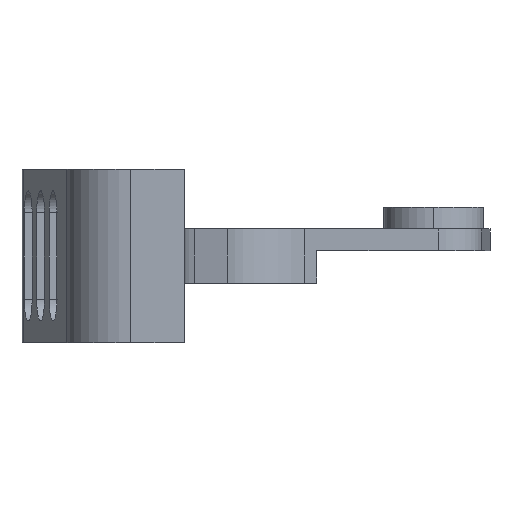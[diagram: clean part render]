
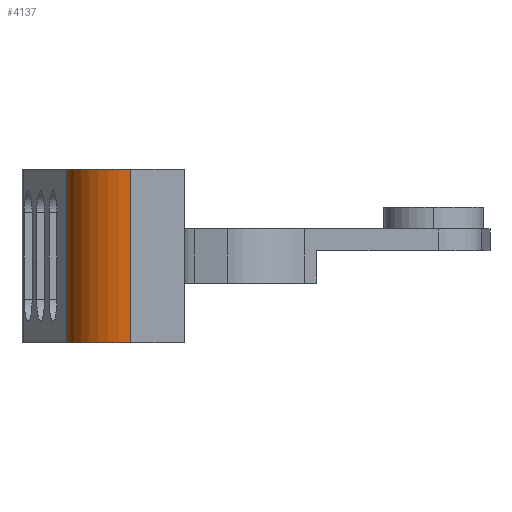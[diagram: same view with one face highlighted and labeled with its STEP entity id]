
A CAD part, left-side view. The second image highlights one B-rep face of the part: STEP entity #4137.
In plain terms, the highlighted cylindrical face has radius 1.5 mm (diameter 3 mm), a partial arc.
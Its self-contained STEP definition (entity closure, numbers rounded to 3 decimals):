
#164 = VERTEX_POINT ( 'NONE', #2957 ) ;
#167 = CIRCLE ( 'NONE', #5341, 1.5 ) ;
#179 = CARTESIAN_POINT ( 'NONE',  ( -13.5, -1.506, 0. ) ) ;
#321 = ORIENTED_EDGE ( 'NONE', *, *, #2304, .F. ) ;
#340 = EDGE_CURVE ( 'NONE', #829, #3886, #3870, .T. ) ;
#547 = CARTESIAN_POINT ( 'NONE',  ( -15., -1.506, 4. ) ) ;
#625 = ORIENTED_EDGE ( 'NONE', *, *, #4609, .F. ) ;
#829 = VERTEX_POINT ( 'NONE', #5591 ) ;
#1222 = DIRECTION ( 'NONE',  ( -1., 0., 0. ) ) ;
#1379 = DIRECTION ( 'NONE',  ( -1., 0., 0. ) ) ;
#1657 = EDGE_CURVE ( 'NONE', #5182, #164, #5585, .T. ) ;
#1934 = CARTESIAN_POINT ( 'NONE',  ( -15., -1.506, 4. ) ) ;
#1959 = DIRECTION ( 'NONE',  ( 0., 0., -1. ) ) ;
#2194 = CARTESIAN_POINT ( 'NONE',  ( -13.5, -1.506, 4. ) ) ;
#2304 = EDGE_CURVE ( 'NONE', #164, #829, #2925, .T. ) ;
#2316 = EDGE_LOOP ( 'NONE', ( #625, #3008, #321, #3596 ) ) ;
#2389 = CYLINDRICAL_SURFACE ( 'NONE', #2725, 1.5 ) ;
#2594 = CARTESIAN_POINT ( 'NONE',  ( -13.764, -0.029, 4. ) ) ;
#2725 = AXIS2_PLACEMENT_3D ( 'NONE', #5679, #4224, #1379 ) ;
#2925 = CIRCLE ( 'NONE', #3559, 1.5 ) ;
#2957 = CARTESIAN_POINT ( 'NONE',  ( -15., -1.506, 0. ) ) ;
#3008 = ORIENTED_EDGE ( 'NONE', *, *, #340, .F. ) ;
#3559 = AXIS2_PLACEMENT_3D ( 'NONE', #179, #4927, #4951 ) ;
#3596 = ORIENTED_EDGE ( 'NONE', *, *, #1657, .F. ) ;
#3606 = DIRECTION ( 'NONE',  ( 0., 0., 1. ) ) ;
#3664 = FACE_OUTER_BOUND ( 'NONE', #2316, .T. ) ;
#3870 = LINE ( 'NONE', #4123, #4771 ) ;
#3886 = VERTEX_POINT ( 'NONE', #2594 ) ;
#4123 = CARTESIAN_POINT ( 'NONE',  ( -13.764, -0.029, 4. ) ) ;
#4137 = ADVANCED_FACE ( 'NONE', ( #3664 ), #2389, .T. ) ;
#4155 = DIRECTION ( 'NONE',  ( 0., 0., 1. ) ) ;
#4224 = DIRECTION ( 'NONE',  ( 0., 0., -1. ) ) ;
#4609 = EDGE_CURVE ( 'NONE', #3886, #5182, #167, .T. ) ;
#4771 = VECTOR ( 'NONE', #4155, 1000. ) ;
#4927 = DIRECTION ( 'NONE',  ( 0., 0., -1. ) ) ;
#4951 = DIRECTION ( 'NONE',  ( -1., 0., 0. ) ) ;
#5182 = VERTEX_POINT ( 'NONE', #547 ) ;
#5341 = AXIS2_PLACEMENT_3D ( 'NONE', #2194, #3606, #1222 ) ;
#5585 = LINE ( 'NONE', #1934, #5813 ) ;
#5591 = CARTESIAN_POINT ( 'NONE',  ( -13.764, -0.029, 0. ) ) ;
#5679 = CARTESIAN_POINT ( 'NONE',  ( -13.5, -1.506, 4. ) ) ;
#5813 = VECTOR ( 'NONE', #1959, 1000. ) ;
